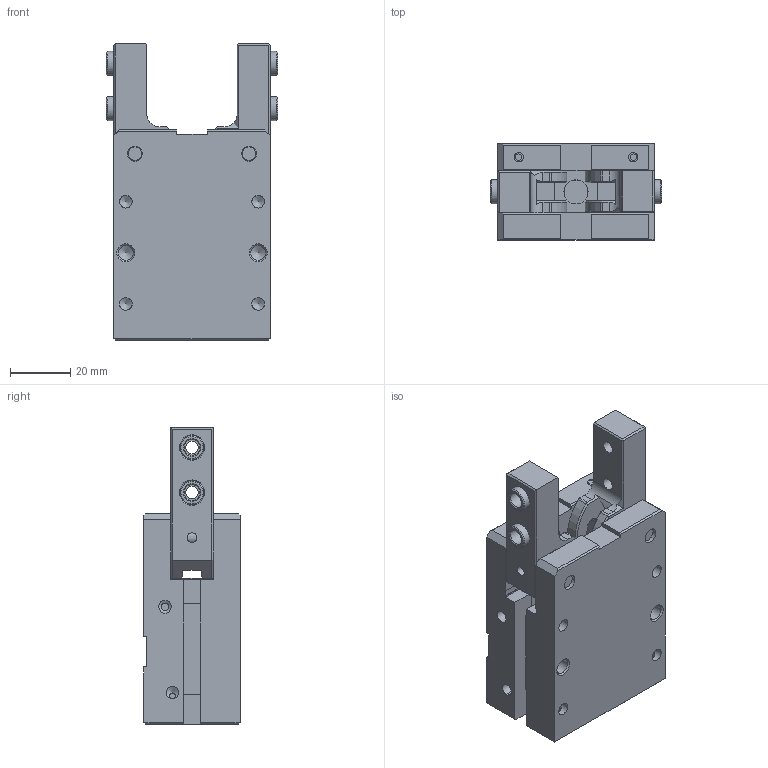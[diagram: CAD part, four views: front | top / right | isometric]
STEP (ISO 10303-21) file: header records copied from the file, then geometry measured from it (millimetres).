
FILE_DESCRIPTION(/* description */ (''),/* implementation_level */ '2;1');
FILE_NAME(/* name */ 'GPR 25.stp',/* time_stamp */ '2021-04-19T10:55:09+02:00',/* author */ ('Emilio'),/* organization */ (''),/* preprocessor_version */ 'ST-DEVELOPER v17.2',/* originating_system */ 'Autodesk Inventor 2019',/* authorisation */ '');
FILE_SCHEMA (('AUTOMOTIVE_DESIGN { 1 0 10303 214 3 1 1 }'));
Length unit declared in the file: millimetre
Products named in the file (6): GPR 25; DIN 913 - M4 x 6 Acciaio, Dolce; BOCCOLA 8H7L5.4; PGC-25-SPINA CORTA; GPR-25 GRIFFA; Corpo_1
Assembly tree (11 placements, depth 2):
  GPR 25
    DIN 913 - M4 x 6 Acciaio, Dolce  x2
    BOCCOLA 8H7L5.4  x4
    PGC-25-SPINA CORTA  x2
    GPR-25 GRIFFA  x2
    Corpo_1
Bounding box: 57 x 32 x 98.5 mm (x, y, z)
Volume: 106815.3 mm3; surface area: 32254.6 mm2
Topology: 11 solids, 11 shells, 373 faces, 1001 edges, 647 vertices
Faces by surface type: plane 208, cone 87, cylinder 78
Full cylindrical faces by diameter (mm): 1.9 x1, 2.5 x3, 3.242 x2, 4 x2, 4.134 x4, 4.2 x9, 5 x12, 5.3 x4, 8 x9, 26 x1
Entity records: 8320 total; most frequent: CARTESIAN_POINT 1503, DIRECTION 1398, ORIENTED_EDGE 1364, EDGE_CURVE 682, AXIS2_PLACEMENT_3D 467, LINE 464, VECTOR 464, VERTEX_POINT 459
